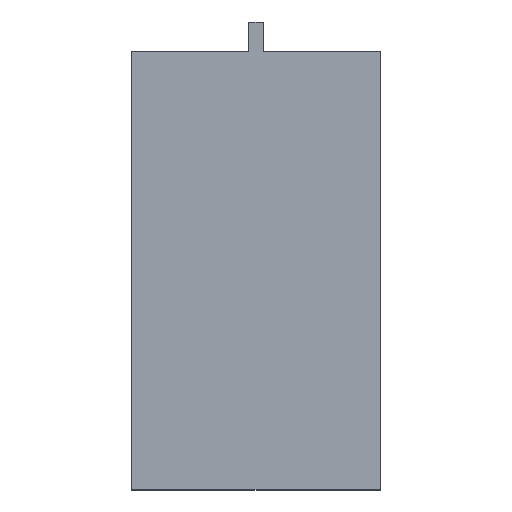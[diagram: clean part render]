
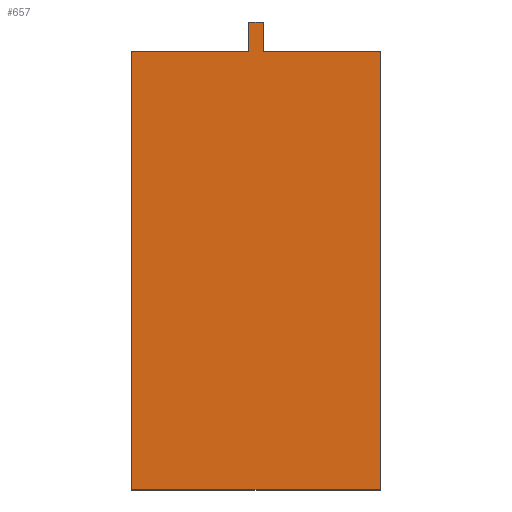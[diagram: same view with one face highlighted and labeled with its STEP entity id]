
A CAD part, top view. The second image highlights one B-rep face of the part: STEP entity #657.
In plain terms, the highlighted planar face has unit normal (0, 0, 1).
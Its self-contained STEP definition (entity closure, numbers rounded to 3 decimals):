
#55 = PLANE('',#56);
#56 = AXIS2_PLACEMENT_3D('',#57,#58,#59);
#57 = CARTESIAN_POINT('',(-17.15,30.25,-2.5));
#58 = DIRECTION('',(0.,1.,0.));
#59 = DIRECTION('',(1.,0.,0.));
#83 = PLANE('',#84);
#84 = AXIS2_PLACEMENT_3D('',#85,#86,#87);
#85 = CARTESIAN_POINT('',(17.15,30.25,-2.5));
#86 = DIRECTION('',(1.,0.,0.));
#87 = DIRECTION('',(0.,-1.,0.));
#111 = PLANE('',#112);
#112 = AXIS2_PLACEMENT_3D('',#113,#114,#115);
#113 = CARTESIAN_POINT('',(17.15,-30.25,-2.5));
#114 = DIRECTION('',(0.,-1.,0.));
#115 = DIRECTION('',(-1.,0.,0.));
#137 = PLANE('',#138);
#138 = AXIS2_PLACEMENT_3D('',#139,#140,#141);
#139 = CARTESIAN_POINT('',(-17.15,-30.25,-2.5));
#140 = DIRECTION('',(-1.,0.,0.));
#141 = DIRECTION('',(0.,1.,0.));
#154 = VERTEX_POINT('',#155);
#155 = CARTESIAN_POINT('',(-17.15,30.25,2.5));
#176 = EDGE_CURVE('',#154,#177,#179,.T.);
#177 = VERTEX_POINT('',#178);
#178 = CARTESIAN_POINT('',(-1.,30.25,2.5));
#179 = SURFACE_CURVE('',#180,(#184,#191),.PCURVE_S1.);
#180 = LINE('',#181,#182);
#181 = CARTESIAN_POINT('',(-17.15,30.25,2.5));
#182 = VECTOR('',#183,1.);
#183 = DIRECTION('',(1.,0.,0.));
#184 = PCURVE('',#55,#185);
#185 = DEFINITIONAL_REPRESENTATION('',(#186),#190);
#186 = LINE('',#187,#188);
#187 = CARTESIAN_POINT('',(0.,-5.));
#188 = VECTOR('',#189,1.);
#189 = DIRECTION('',(1.,0.));
#190 = ( GEOMETRIC_REPRESENTATION_CONTEXT(2) 
PARAMETRIC_REPRESENTATION_CONTEXT() REPRESENTATION_CONTEXT('2D SPACE',''
  ) );
#191 = PCURVE('',#192,#197);
#192 = PLANE('',#193);
#193 = AXIS2_PLACEMENT_3D('',#194,#195,#196);
#194 = CARTESIAN_POINT('',(0.,1.346,2.5));
#195 = DIRECTION('',(0.,0.,1.));
#196 = DIRECTION('',(0.,1.,0.));
#197 = DEFINITIONAL_REPRESENTATION('',(#198),#202);
#198 = LINE('',#199,#200);
#199 = CARTESIAN_POINT('',(28.904,17.15));
#200 = VECTOR('',#201,1.);
#201 = DIRECTION('',(0.,-1.));
#202 = ( GEOMETRIC_REPRESENTATION_CONTEXT(2) 
PARAMETRIC_REPRESENTATION_CONTEXT() REPRESENTATION_CONTEXT('2D SPACE',''
  ) );
#220 = PLANE('',#221);
#221 = AXIS2_PLACEMENT_3D('',#222,#223,#224);
#222 = CARTESIAN_POINT('',(-1.,30.25,2.5));
#223 = DIRECTION('',(-1.,0.,-0.));
#224 = DIRECTION('',(0.,0.,-1.));
#261 = VERTEX_POINT('',#262);
#262 = CARTESIAN_POINT('',(1.,30.25,2.5));
#276 = PLANE('',#277);
#277 = AXIS2_PLACEMENT_3D('',#278,#279,#280);
#278 = CARTESIAN_POINT('',(1.,30.25,0.5));
#279 = DIRECTION('',(1.,-0.,0.));
#280 = DIRECTION('',(0.,0.,1.));
#288 = EDGE_CURVE('',#261,#289,#291,.T.);
#289 = VERTEX_POINT('',#290);
#290 = CARTESIAN_POINT('',(17.15,30.25,2.5));
#291 = SURFACE_CURVE('',#292,(#296,#303),.PCURVE_S1.);
#292 = LINE('',#293,#294);
#293 = CARTESIAN_POINT('',(-17.15,30.25,2.5));
#294 = VECTOR('',#295,1.);
#295 = DIRECTION('',(1.,0.,0.));
#296 = PCURVE('',#55,#297);
#297 = DEFINITIONAL_REPRESENTATION('',(#298),#302);
#298 = LINE('',#299,#300);
#299 = CARTESIAN_POINT('',(0.,-5.));
#300 = VECTOR('',#301,1.);
#301 = DIRECTION('',(1.,0.));
#302 = ( GEOMETRIC_REPRESENTATION_CONTEXT(2) 
PARAMETRIC_REPRESENTATION_CONTEXT() REPRESENTATION_CONTEXT('2D SPACE',''
  ) );
#303 = PCURVE('',#192,#304);
#304 = DEFINITIONAL_REPRESENTATION('',(#305),#309);
#305 = LINE('',#306,#307);
#306 = CARTESIAN_POINT('',(28.904,17.15));
#307 = VECTOR('',#308,1.);
#308 = DIRECTION('',(0.,-1.));
#309 = ( GEOMETRIC_REPRESENTATION_CONTEXT(2) 
PARAMETRIC_REPRESENTATION_CONTEXT() REPRESENTATION_CONTEXT('2D SPACE',''
  ) );
#336 = EDGE_CURVE('',#289,#337,#339,.T.);
#337 = VERTEX_POINT('',#338);
#338 = CARTESIAN_POINT('',(17.15,-30.25,2.5));
#339 = SURFACE_CURVE('',#340,(#344,#351),.PCURVE_S1.);
#340 = LINE('',#341,#342);
#341 = CARTESIAN_POINT('',(17.15,30.25,2.5));
#342 = VECTOR('',#343,1.);
#343 = DIRECTION('',(0.,-1.,0.));
#344 = PCURVE('',#83,#345);
#345 = DEFINITIONAL_REPRESENTATION('',(#346),#350);
#346 = LINE('',#347,#348);
#347 = CARTESIAN_POINT('',(0.,-5.));
#348 = VECTOR('',#349,1.);
#349 = DIRECTION('',(1.,0.));
#350 = ( GEOMETRIC_REPRESENTATION_CONTEXT(2) 
PARAMETRIC_REPRESENTATION_CONTEXT() REPRESENTATION_CONTEXT('2D SPACE',''
  ) );
#351 = PCURVE('',#192,#352);
#352 = DEFINITIONAL_REPRESENTATION('',(#353),#357);
#353 = LINE('',#354,#355);
#354 = CARTESIAN_POINT('',(28.904,-17.15));
#355 = VECTOR('',#356,1.);
#356 = DIRECTION('',(-1.,0.));
#357 = ( GEOMETRIC_REPRESENTATION_CONTEXT(2) 
PARAMETRIC_REPRESENTATION_CONTEXT() REPRESENTATION_CONTEXT('2D SPACE',''
  ) );
#385 = EDGE_CURVE('',#337,#386,#388,.T.);
#386 = VERTEX_POINT('',#387);
#387 = CARTESIAN_POINT('',(-17.15,-30.25,2.5));
#388 = SURFACE_CURVE('',#389,(#393,#400),.PCURVE_S1.);
#389 = LINE('',#390,#391);
#390 = CARTESIAN_POINT('',(17.15,-30.25,2.5));
#391 = VECTOR('',#392,1.);
#392 = DIRECTION('',(-1.,0.,0.));
#393 = PCURVE('',#111,#394);
#394 = DEFINITIONAL_REPRESENTATION('',(#395),#399);
#395 = LINE('',#396,#397);
#396 = CARTESIAN_POINT('',(0.,-5.));
#397 = VECTOR('',#398,1.);
#398 = DIRECTION('',(1.,0.));
#399 = ( GEOMETRIC_REPRESENTATION_CONTEXT(2) 
PARAMETRIC_REPRESENTATION_CONTEXT() REPRESENTATION_CONTEXT('2D SPACE',''
  ) );
#400 = PCURVE('',#192,#401);
#401 = DEFINITIONAL_REPRESENTATION('',(#402),#406);
#402 = LINE('',#403,#404);
#403 = CARTESIAN_POINT('',(-31.596,-17.15));
#404 = VECTOR('',#405,1.);
#405 = DIRECTION('',(0.,1.));
#406 = ( GEOMETRIC_REPRESENTATION_CONTEXT(2) 
PARAMETRIC_REPRESENTATION_CONTEXT() REPRESENTATION_CONTEXT('2D SPACE',''
  ) );
#434 = EDGE_CURVE('',#386,#154,#435,.T.);
#435 = SURFACE_CURVE('',#436,(#440,#447),.PCURVE_S1.);
#436 = LINE('',#437,#438);
#437 = CARTESIAN_POINT('',(-17.15,-30.25,2.5));
#438 = VECTOR('',#439,1.);
#439 = DIRECTION('',(0.,1.,0.));
#440 = PCURVE('',#137,#441);
#441 = DEFINITIONAL_REPRESENTATION('',(#442),#446);
#442 = LINE('',#443,#444);
#443 = CARTESIAN_POINT('',(0.,-5.));
#444 = VECTOR('',#445,1.);
#445 = DIRECTION('',(1.,0.));
#446 = ( GEOMETRIC_REPRESENTATION_CONTEXT(2) 
PARAMETRIC_REPRESENTATION_CONTEXT() REPRESENTATION_CONTEXT('2D SPACE',''
  ) );
#447 = PCURVE('',#192,#448);
#448 = DEFINITIONAL_REPRESENTATION('',(#449),#453);
#449 = LINE('',#450,#451);
#450 = CARTESIAN_POINT('',(-31.596,17.15));
#451 = VECTOR('',#452,1.);
#452 = DIRECTION('',(1.,0.));
#453 = ( GEOMETRIC_REPRESENTATION_CONTEXT(2) 
PARAMETRIC_REPRESENTATION_CONTEXT() REPRESENTATION_CONTEXT('2D SPACE',''
  ) );
#484 = VERTEX_POINT('',#485);
#485 = CARTESIAN_POINT('',(1.,34.25,2.5));
#499 = PLANE('',#500);
#500 = AXIS2_PLACEMENT_3D('',#501,#502,#503);
#501 = CARTESIAN_POINT('',(1.,34.25,2.5));
#502 = DIRECTION('',(0.,1.,0.));
#503 = DIRECTION('',(0.,0.,1.));
#511 = EDGE_CURVE('',#261,#484,#512,.T.);
#512 = SURFACE_CURVE('',#513,(#517,#524),.PCURVE_S1.);
#513 = LINE('',#514,#515);
#514 = CARTESIAN_POINT('',(1.,30.25,2.5));
#515 = VECTOR('',#516,1.);
#516 = DIRECTION('',(0.,1.,0.));
#517 = PCURVE('',#276,#518);
#518 = DEFINITIONAL_REPRESENTATION('',(#519),#523);
#519 = LINE('',#520,#521);
#520 = CARTESIAN_POINT('',(2.,0.));
#521 = VECTOR('',#522,1.);
#522 = DIRECTION('',(0.,-1.));
#523 = ( GEOMETRIC_REPRESENTATION_CONTEXT(2) 
PARAMETRIC_REPRESENTATION_CONTEXT() REPRESENTATION_CONTEXT('2D SPACE',''
  ) );
#524 = PCURVE('',#192,#525);
#525 = DEFINITIONAL_REPRESENTATION('',(#526),#530);
#526 = LINE('',#527,#528);
#527 = CARTESIAN_POINT('',(28.904,-1.));
#528 = VECTOR('',#529,1.);
#529 = DIRECTION('',(1.,0.));
#530 = ( GEOMETRIC_REPRESENTATION_CONTEXT(2) 
PARAMETRIC_REPRESENTATION_CONTEXT() REPRESENTATION_CONTEXT('2D SPACE',''
  ) );
#585 = EDGE_CURVE('',#177,#586,#588,.T.);
#586 = VERTEX_POINT('',#587);
#587 = CARTESIAN_POINT('',(-1.,34.25,2.5));
#588 = SURFACE_CURVE('',#589,(#593,#600),.PCURVE_S1.);
#589 = LINE('',#590,#591);
#590 = CARTESIAN_POINT('',(-1.,30.25,2.5));
#591 = VECTOR('',#592,1.);
#592 = DIRECTION('',(0.,1.,0.));
#593 = PCURVE('',#220,#594);
#594 = DEFINITIONAL_REPRESENTATION('',(#595),#599);
#595 = LINE('',#596,#597);
#596 = CARTESIAN_POINT('',(0.,0.));
#597 = VECTOR('',#598,1.);
#598 = DIRECTION('',(0.,-1.));
#599 = ( GEOMETRIC_REPRESENTATION_CONTEXT(2) 
PARAMETRIC_REPRESENTATION_CONTEXT() REPRESENTATION_CONTEXT('2D SPACE',''
  ) );
#600 = PCURVE('',#192,#601);
#601 = DEFINITIONAL_REPRESENTATION('',(#602),#606);
#602 = LINE('',#603,#604);
#603 = CARTESIAN_POINT('',(28.904,1.));
#604 = VECTOR('',#605,1.);
#605 = DIRECTION('',(1.,0.));
#606 = ( GEOMETRIC_REPRESENTATION_CONTEXT(2) 
PARAMETRIC_REPRESENTATION_CONTEXT() REPRESENTATION_CONTEXT('2D SPACE',''
  ) );
#634 = EDGE_CURVE('',#484,#586,#635,.T.);
#635 = SURFACE_CURVE('',#636,(#640,#647),.PCURVE_S1.);
#636 = LINE('',#637,#638);
#637 = CARTESIAN_POINT('',(1.,34.25,2.5));
#638 = VECTOR('',#639,1.);
#639 = DIRECTION('',(-1.,0.,0.));
#640 = PCURVE('',#499,#641);
#641 = DEFINITIONAL_REPRESENTATION('',(#642),#646);
#642 = LINE('',#643,#644);
#643 = CARTESIAN_POINT('',(0.,0.));
#644 = VECTOR('',#645,1.);
#645 = DIRECTION('',(0.,-1.));
#646 = ( GEOMETRIC_REPRESENTATION_CONTEXT(2) 
PARAMETRIC_REPRESENTATION_CONTEXT() REPRESENTATION_CONTEXT('2D SPACE',''
  ) );
#647 = PCURVE('',#192,#648);
#648 = DEFINITIONAL_REPRESENTATION('',(#649),#653);
#649 = LINE('',#650,#651);
#650 = CARTESIAN_POINT('',(32.904,-1.));
#651 = VECTOR('',#652,1.);
#652 = DIRECTION('',(0.,1.));
#653 = ( GEOMETRIC_REPRESENTATION_CONTEXT(2) 
PARAMETRIC_REPRESENTATION_CONTEXT() REPRESENTATION_CONTEXT('2D SPACE',''
  ) );
#657 = ADVANCED_FACE('',(#658),#192,.T.);
#658 = FACE_BOUND('',#659,.T.);
#659 = EDGE_LOOP('',(#660,#661,#662,#663,#664,#665,#666,#667));
#660 = ORIENTED_EDGE('',*,*,#176,.F.);
#661 = ORIENTED_EDGE('',*,*,#434,.F.);
#662 = ORIENTED_EDGE('',*,*,#385,.F.);
#663 = ORIENTED_EDGE('',*,*,#336,.F.);
#664 = ORIENTED_EDGE('',*,*,#288,.F.);
#665 = ORIENTED_EDGE('',*,*,#511,.T.);
#666 = ORIENTED_EDGE('',*,*,#634,.T.);
#667 = ORIENTED_EDGE('',*,*,#585,.F.);
